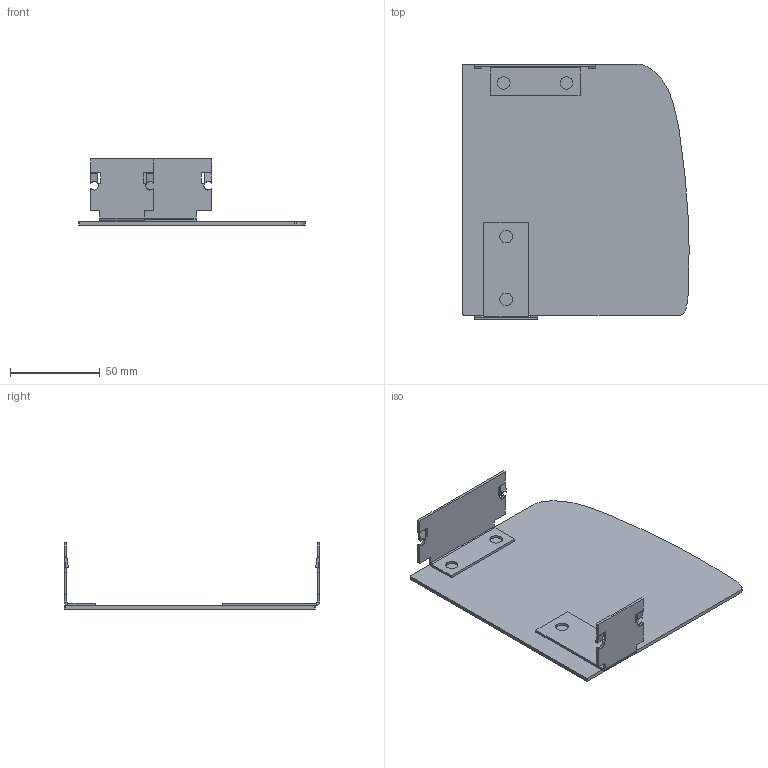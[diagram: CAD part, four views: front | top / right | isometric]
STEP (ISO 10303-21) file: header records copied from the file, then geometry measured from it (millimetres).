
FILE_DESCRIPTION (( 'STEP AP214' ), '1' );
FILE_NAME ('6115945.stp', '2016-06-21T09:43:04', ( '' ), ( '' ), 'SwSTEP 2.0', 'SolidWorks 2014', '' );
FILE_SCHEMA (( 'AUTOMOTIVE_DESIGN' ));
Length unit declared in the file: millimetre
Products named in the file (5): 6115945; 054742T1_SpiegelnEndst…k Style Links; 054742_Endst…k rechts; 054700_Standard; 054700_GAD unten
Assembly tree (4 placements, depth 3):
  6115945
    054742_Endst…k rechts
      054742T1_SpiegelnEndst…k Style Links
    054700_Standard
    054700_GAD unten
Bounding box: 126.12 x 142.47 x 37 mm (x, y, z)
Volume: 41499.5 mm3; surface area: 46637.9 mm2
Topology: 3 solids, 3 shells, 117 faces, 285 edges, 174 vertices
Faces by surface type: plane 82, cylinder 34, bspline 1
Entity records: 3721 total; most frequent: CARTESIAN_POINT 753, DIRECTION 599, ORIENTED_EDGE 570, EDGE_CURVE 285, LINE 215, VECTOR 215, AXIS2_PLACEMENT_3D 192, VERTEX_POINT 174
